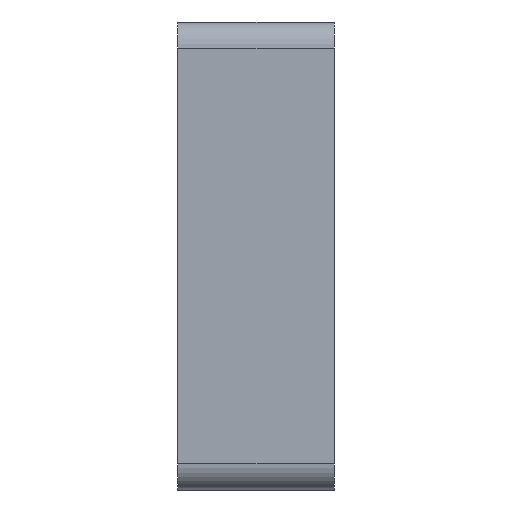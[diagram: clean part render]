
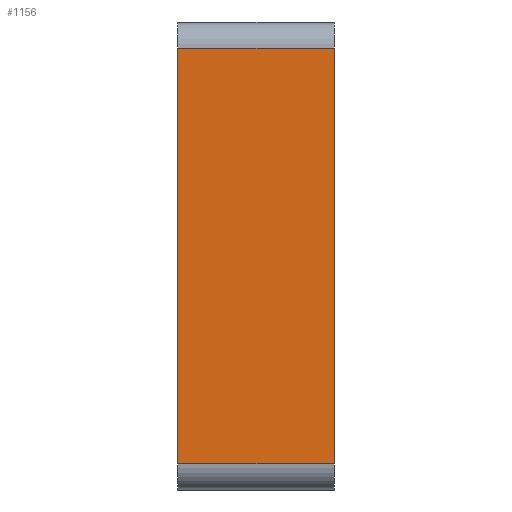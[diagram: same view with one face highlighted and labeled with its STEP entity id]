
A CAD part, left-side view. The second image highlights one B-rep face of the part: STEP entity #1156.
In plain terms, the highlighted planar face has unit normal (-1, 0, 0).
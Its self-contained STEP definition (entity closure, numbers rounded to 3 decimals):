
#965=CARTESIAN_POINT('',(-461.75,-3.0,79.75));
#966=VERTEX_POINT('',#965);
#974=CARTESIAN_POINT('',(-461.75,-3.0,-79.75));
#975=VERTEX_POINT('',#974);
#976=CARTESIAN_POINT('',(-461.75,-3.0,79.75));
#977=DIRECTION('',(0.0,0.0,-1.0));
#978=VECTOR('',#977,159.5);
#979=LINE('',#976,#978);
#980=EDGE_CURVE('',#966,#975,#979,.T.);
#1106=CARTESIAN_POINT('',(-461.75,57.0,-79.75));
#1107=VERTEX_POINT('',#1106);
#1124=CARTESIAN_POINT('',(-461.75,-3.0,-79.75));
#1125=DIRECTION('',(0.0,1.0,0.0));
#1126=VECTOR('',#1125,60.0);
#1127=LINE('',#1124,#1126);
#1128=EDGE_CURVE('',#975,#1107,#1127,.T.);
#1133=CARTESIAN_POINT('',(-461.75,0.0,-89.75));
#1134=DIRECTION('',(-1.0,0.0,0.0));
#1135=DIRECTION('',(0.0,0.0,1.0));
#1136=AXIS2_PLACEMENT_3D('',#1133,#1134,#1135);
#1137=PLANE('',#1136);
#1138=ORIENTED_EDGE('',*,*,#1128,.F.);
#1139=ORIENTED_EDGE('',*,*,#980,.F.);
#1140=CARTESIAN_POINT('',(-461.75,57.0,79.75));
#1141=VERTEX_POINT('',#1140);
#1142=CARTESIAN_POINT('',(-461.75,57.0,79.75));
#1143=DIRECTION('',(0.0,-1.0,0.0));
#1144=VECTOR('',#1143,60.0);
#1145=LINE('',#1142,#1144);
#1146=EDGE_CURVE('',#1141,#966,#1145,.T.);
#1147=ORIENTED_EDGE('',*,*,#1146,.F.);
#1148=CARTESIAN_POINT('',(-461.75,57.0,-79.75));
#1149=DIRECTION('',(0.0,0.0,1.0));
#1150=VECTOR('',#1149,159.5);
#1151=LINE('',#1148,#1150);
#1152=EDGE_CURVE('',#1107,#1141,#1151,.T.);
#1153=ORIENTED_EDGE('',*,*,#1152,.F.);
#1154=EDGE_LOOP('',(#1138,#1139,#1147,#1153));
#1155=FACE_OUTER_BOUND('',#1154,.T.);
#1156=ADVANCED_FACE('',(#1155),#1137,.T.);
